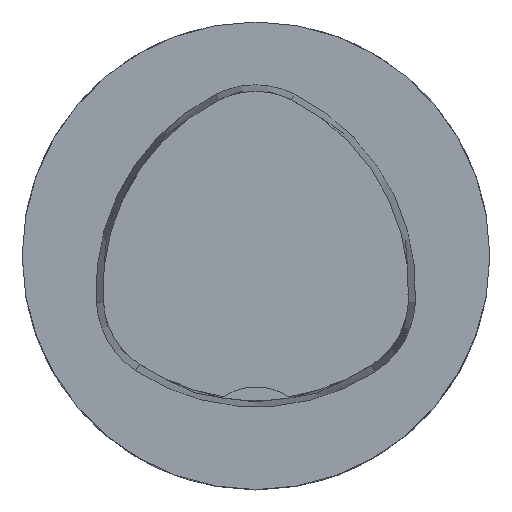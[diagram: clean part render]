
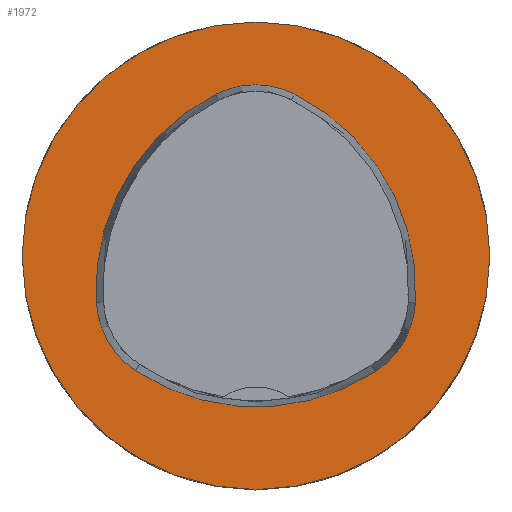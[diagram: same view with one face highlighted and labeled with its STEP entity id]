
A CAD part, top view. The second image highlights one B-rep face of the part: STEP entity #1972.
In plain terms, the highlighted planar face has unit normal (0, 0, 1).
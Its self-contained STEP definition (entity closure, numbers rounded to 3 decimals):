
#44=PLANE('',#6561);
#1972=ADVANCED_FACE('',(#2386,#2387),#44,.T.);
#2386=FACE_BOUND('',#2452,.T.);
#2387=FACE_BOUND('',#2453,.T.);
#2452=EDGE_LOOP('',(#2887,#2888,#2889,#2890,#2891,#2892));
#2453=EDGE_LOOP('',(#2893));
#2887=ORIENTED_EDGE('',*,*,#5425,.T.);
#2888=ORIENTED_EDGE('',*,*,#5405,.T.);
#2889=ORIENTED_EDGE('',*,*,#5409,.T.);
#2890=ORIENTED_EDGE('',*,*,#5412,.T.);
#2891=ORIENTED_EDGE('',*,*,#5415,.T.);
#2892=ORIENTED_EDGE('',*,*,#5423,.T.);
#2893=ORIENTED_EDGE('',*,*,#5396,.F.);
#4751=VERTEX_POINT('',#8865);
#4760=VERTEX_POINT('',#8884);
#4761=VERTEX_POINT('',#8885);
#4764=VERTEX_POINT('',#8893);
#4766=VERTEX_POINT('',#8899);
#4768=VERTEX_POINT('',#8905);
#4775=VERTEX_POINT('',#8926);
#5396=EDGE_CURVE('',#4751,#4751,#6329,.T.);
#5405=EDGE_CURVE('',#4760,#4761,#6330,.T.);
#5409=EDGE_CURVE('',#4761,#4764,#6332,.T.);
#5412=EDGE_CURVE('',#4764,#4766,#6334,.T.);
#5415=EDGE_CURVE('',#4766,#4768,#6336,.T.);
#5423=EDGE_CURVE('',#4768,#4775,#6340,.T.);
#5425=EDGE_CURVE('',#4775,#4760,#6342,.T.);
#6329=CIRCLE('',#6533,16.);
#6330=CIRCLE('',#6539,15.);
#6332=CIRCLE('',#6542,6.);
#6334=CIRCLE('',#6545,15.);
#6336=CIRCLE('',#6548,6.);
#6340=CIRCLE('',#6553,15.);
#6342=CIRCLE('',#6556,6.);
#6533=AXIS2_PLACEMENT_3D('',#8864,#7087,#7088);
#6539=AXIS2_PLACEMENT_3D('',#8883,#7103,#7104);
#6542=AXIS2_PLACEMENT_3D('',#8892,#7111,#7112);
#6545=AXIS2_PLACEMENT_3D('',#8898,#7118,#7119);
#6548=AXIS2_PLACEMENT_3D('',#8904,#7125,#7126);
#6553=AXIS2_PLACEMENT_3D('',#8927,#7137,#7138);
#6556=AXIS2_PLACEMENT_3D('',#8930,#7143,#7144);
#6561=AXIS2_PLACEMENT_3D('',#8935,#7153,#7154);
#7087=DIRECTION('',(0.,0.,-1.));
#7088=DIRECTION('',(-1.,0.,0.));
#7103=DIRECTION('',(0.,0.,-1.));
#7104=DIRECTION('',(-1.,0.,0.));
#7111=DIRECTION('',(0.,0.,-1.));
#7112=DIRECTION('',(-1.,0.,0.));
#7118=DIRECTION('',(0.,0.,-1.));
#7119=DIRECTION('',(-1.,0.,0.));
#7125=DIRECTION('',(0.,0.,-1.));
#7126=DIRECTION('',(-1.,0.,0.));
#7137=DIRECTION('',(0.,0.,-1.));
#7138=DIRECTION('',(-1.,0.,0.));
#7143=DIRECTION('',(0.,0.,-1.));
#7144=DIRECTION('',(-1.,0.,0.));
#7153=DIRECTION('',(0.,0.,1.));
#7154=DIRECTION('',(1.,0.,0.));
#8864=CARTESIAN_POINT('',(0.,0.,0.));
#8865=CARTESIAN_POINT('',(-16.,0.,0.));
#8883=CARTESIAN_POINT('',(4.048,-2.316,0.));
#8884=CARTESIAN_POINT('',(-10.926,-3.206,0.));
#8885=CARTESIAN_POINT('',(-2.774,11.043,0.));
#8892=CARTESIAN_POINT('',(-0.045,5.7,0.));
#8893=CARTESIAN_POINT('',(2.638,11.066,0.));
#8898=CARTESIAN_POINT('',(-4.07,-2.35,0.));
#8899=CARTESIAN_POINT('',(10.903,-3.249,0.));
#8904=CARTESIAN_POINT('',(4.914,-2.889,0.));
#8905=CARTESIAN_POINT('',(8.177,-7.924,0.));
#8926=CARTESIAN_POINT('',(-8.24,-7.859,0.));
#8927=CARTESIAN_POINT('',(0.019,4.663,0.));
#8930=CARTESIAN_POINT('',(-4.936,-2.85,0.));
#8935=CARTESIAN_POINT('',(0.,0.,0.));
